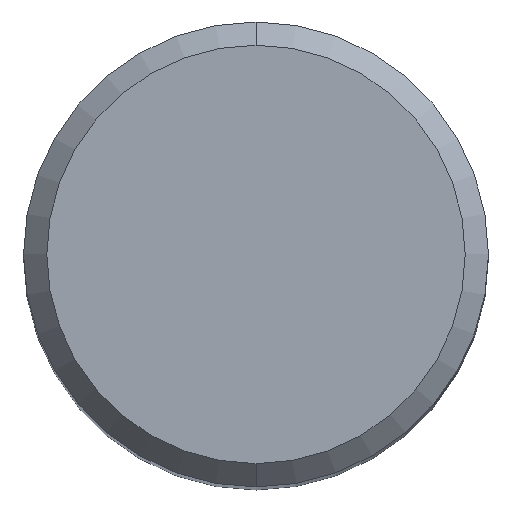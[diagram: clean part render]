
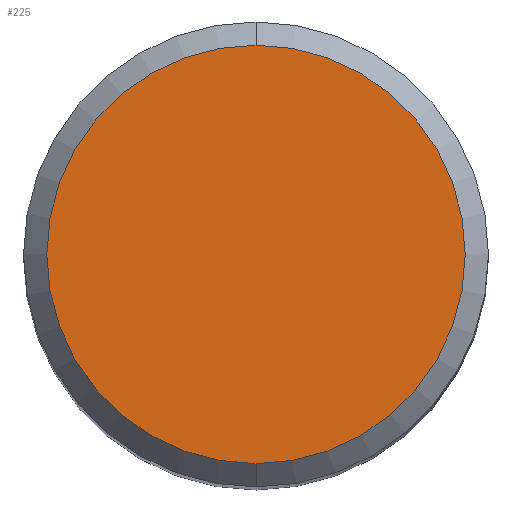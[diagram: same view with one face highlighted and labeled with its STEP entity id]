
A CAD part, top view. The second image highlights one B-rep face of the part: STEP entity #225.
In plain terms, the highlighted planar face has unit normal (0, 0, 1).
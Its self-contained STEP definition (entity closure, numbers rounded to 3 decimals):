
#145=VERTEX_POINT('',#300);
#175=EDGE_CURVE('',#217,#145,#335,.T.);
#187=EDGE_CURVE('',#145,#217,#347,.T.);
#217=VERTEX_POINT('',#382);
#225=ADVANCED_FACE('',(#390),#391,.T.);
#300=CARTESIAN_POINT('',(0.,-4.5,0.0));
#335=CIRCLE('',#520,4.5);
#347=CIRCLE('',#538,4.5);
#382=CARTESIAN_POINT('',(0.0,4.5,0.0));
#390=FACE_OUTER_BOUND('',#592,.T.);
#391=PLANE('',#593);
#520=AXIS2_PLACEMENT_3D('',#710,#711,#712);
#538=AXIS2_PLACEMENT_3D('',#723,#724,#725);
#592=EDGE_LOOP('',(#773,#774));
#593=AXIS2_PLACEMENT_3D('',#775,#776,#777);
#710=CARTESIAN_POINT('',(0.0,0.0,0.0));
#711=DIRECTION('',(0.0,0.0,-1.0));
#712=DIRECTION('',(0.0,1.0,0.0));
#723=CARTESIAN_POINT('',(0.0,0.0,0.0));
#724=DIRECTION('',(0.0,0.0,-1.0));
#725=DIRECTION('',(0.0,1.0,0.0));
#773=ORIENTED_EDGE('',*,*,#175,.F.);
#774=ORIENTED_EDGE('',*,*,#187,.F.);
#775=CARTESIAN_POINT('',(0.0,2.25,0.0));
#776=DIRECTION('',(-0.0,0.0,1.0));
#777=DIRECTION('',(0.0,-1.0,0.0));
